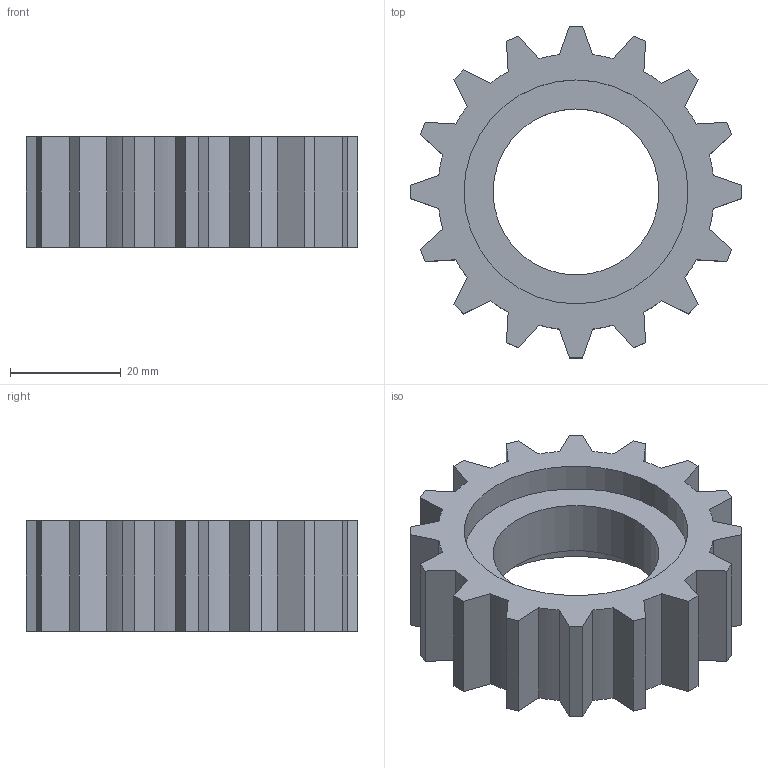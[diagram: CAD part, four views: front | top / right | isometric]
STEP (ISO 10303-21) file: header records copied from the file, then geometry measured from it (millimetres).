
FILE_DESCRIPTION(/* description */ (''),/* implementation_level */ '2;1');
FILE_NAME(/* name */ 'Exercise-29 v1.step',/* time_stamp */ '2025-09-16T14:52:15+05:30',/* author */ (''),/* organization */ (''),/* preprocessor_version */ 'ST-DEVELOPER v20.1',/* originating_system */ 'Autodesk Translation Framework v14.17.0.0',/* authorisation */ '');
FILE_SCHEMA (('AUTOMOTIVE_DESIGN { 1 0 10303 214 3 1 1 }'));
Length unit declared in the file: millimetre
Products named in the file (1): Exercise-29
Bounding box: 60 x 60 x 20 mm (x, y, z)
Volume: 26050.2 mm3; surface area: 10896.2 mm2
Topology: 1 solids, 1 shells, 71 faces, 201 edges, 134 vertices
Faces by surface type: plane 52, cylinder 19
Full cylindrical faces by diameter (mm): 30 x1, 40.5 x2
Entity records: 2348 total; most frequent: CARTESIAN_POINT 407, ORIENTED_EDGE 402, DIRECTION 383, EDGE_CURVE 201, LINE 163, VECTOR 163, VERTEX_POINT 134, AXIS2_PLACEMENT_3D 110
